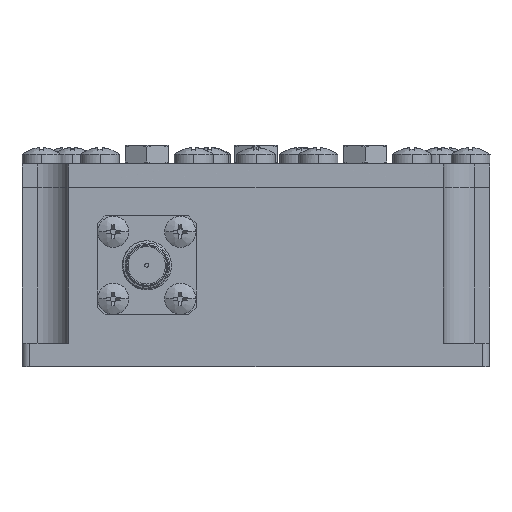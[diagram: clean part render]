
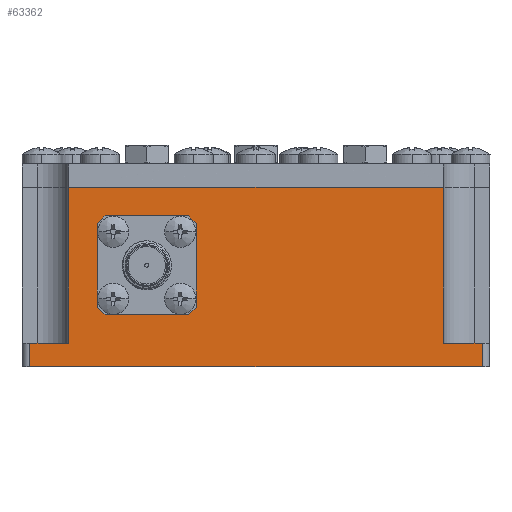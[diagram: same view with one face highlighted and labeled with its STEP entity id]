
A CAD part, left-side view. The second image highlights one B-rep face of the part: STEP entity #63362.
In plain terms, the highlighted planar face has unit normal (-1, 0, 0).
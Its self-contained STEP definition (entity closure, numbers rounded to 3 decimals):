
#329 = EDGE_CURVE ( 'NONE', #65074, #14454, #52760, .T. ) ;
#500 = LINE ( 'NONE', #58435, #71452 ) ;
#1177 = DIRECTION ( 'NONE',  ( 0., -1., 0. ) ) ;
#1450 = CARTESIAN_POINT ( 'NONE',  ( -60.91, 14.934, -6.65 ) ) ;
#1893 = EDGE_CURVE ( 'NONE', #67888, #24155, #13195, .T. ) ;
#2021 = CARTESIAN_POINT ( 'NONE',  ( -60.91, 26.634, -19.35 ) ) ;
#2797 = VECTOR ( 'NONE', #36679, 1000. ) ;
#3075 = CARTESIAN_POINT ( 'NONE',  ( -60.91, -16.716, -23. ) ) ;
#4513 = LINE ( 'NONE', #27476, #43810 ) ;
#4564 = CARTESIAN_POINT ( 'NONE',  ( -60.91, 15.934, -6.65 ) ) ;
#4612 = EDGE_CURVE ( 'NONE', #65798, #39638, #29135, .T. ) ;
#4941 = LINE ( 'NONE', #12683, #52260 ) ;
#5496 = CARTESIAN_POINT ( 'NONE',  ( -60.91, 27.634, -18.35 ) ) ;
#5685 = VECTOR ( 'NONE', #64551, 1000. ) ;
#6114 = DIRECTION ( 'NONE',  ( 0., 0., 1. ) ) ;
#7176 = FACE_BOUND ( 'NONE', #43752, .T. ) ;
#7396 = EDGE_CURVE ( 'NONE', #65074, #49763, #44269, .T. ) ;
#7427 = DIRECTION ( 'NONE',  ( 0., -1., 0. ) ) ;
#8241 = EDGE_LOOP ( 'NONE', ( #59606, #20465, #19448, #34920, #41423, #19763, #69797, #57313 ) ) ;
#8459 = DIRECTION ( 'NONE',  ( 0., -1., 0. ) ) ;
#8953 = CARTESIAN_POINT ( 'NONE',  ( -60.91, 26.634, -19.35 ) ) ;
#9445 = EDGE_CURVE ( 'NONE', #48446, #64393, #23567, .T. ) ;
#10461 = CARTESIAN_POINT ( 'NONE',  ( -60.91, 31.284, -23. ) ) ;
#11417 = VERTEX_POINT ( 'NONE', #36430 ) ;
#12683 = CARTESIAN_POINT ( 'NONE',  ( -60.91, 14.934, -19.35 ) ) ;
#13044 = VERTEX_POINT ( 'NONE', #13693 ) ;
#13195 = LINE ( 'NONE', #52709, #55721 ) ;
#13242 = EDGE_CURVE ( 'NONE', #67781, #14454, #61100, .T. ) ;
#13693 = CARTESIAN_POINT ( 'NONE',  ( -60.91, -16.716, -3. ) ) ;
#13731 = CARTESIAN_POINT ( 'NONE',  ( -60.91, 36.284, -3. ) ) ;
#13892 = CARTESIAN_POINT ( 'NONE',  ( -60.91, -21.716, -23. ) ) ;
#14067 = CARTESIAN_POINT ( 'NONE',  ( -60.91, 15.934, -6.65 ) ) ;
#14136 = CARTESIAN_POINT ( 'NONE',  ( -60.91, -21.716, -26. ) ) ;
#14403 = VECTOR ( 'NONE', #37747, 1000. ) ;
#14454 = VERTEX_POINT ( 'NONE', #36385 ) ;
#15346 = DIRECTION ( 'NONE',  ( 0., 0., -1. ) ) ;
#16043 = CARTESIAN_POINT ( 'NONE',  ( -60.91, 14.934, -18.35 ) ) ;
#17354 = VECTOR ( 'NONE', #17632, 1000. ) ;
#17632 = DIRECTION ( 'NONE',  ( 0., 0., -1. ) ) ;
#18271 = CARTESIAN_POINT ( 'NONE',  ( -60.91, -16.716, -23. ) ) ;
#18453 = FACE_OUTER_BOUND ( 'NONE', #8241, .T. ) ;
#19448 = ORIENTED_EDGE ( 'NONE', *, *, #30260, .F. ) ;
#19612 = EDGE_CURVE ( 'NONE', #67781, #64393, #40940, .T. ) ;
#19763 = ORIENTED_EDGE ( 'NONE', *, *, #4612, .T. ) ;
#20465 = ORIENTED_EDGE ( 'NONE', *, *, #41607, .T. ) ;
#22557 = CARTESIAN_POINT ( 'NONE',  ( -60.91, -21.716, -3. ) ) ;
#23192 = CARTESIAN_POINT ( 'NONE',  ( -60.91, 27.634, -7.65 ) ) ;
#23567 = LINE ( 'NONE', #23192, #47835 ) ;
#24155 = VERTEX_POINT ( 'NONE', #13892 ) ;
#24601 = ORIENTED_EDGE ( 'NONE', *, *, #9445, .T. ) ;
#24850 = CARTESIAN_POINT ( 'NONE',  ( -60.91, 36.284, -3. ) ) ;
#25783 = CARTESIAN_POINT ( 'NONE',  ( -60.91, 26.634, -6.65 ) ) ;
#26133 = CARTESIAN_POINT ( 'NONE',  ( -60.91, 36.284, -26. ) ) ;
#26534 = LINE ( 'NONE', #13731, #2797 ) ;
#27476 = CARTESIAN_POINT ( 'NONE',  ( -60.91, 31.284, -23. ) ) ;
#27693 = ORIENTED_EDGE ( 'NONE', *, *, #19612, .F. ) ;
#27771 = VECTOR ( 'NONE', #6114, 1000. ) ;
#28408 = CARTESIAN_POINT ( 'NONE',  ( -60.91, 36.284, -3. ) ) ;
#29135 = LINE ( 'NONE', #28408, #73996 ) ;
#29150 = ORIENTED_EDGE ( 'NONE', *, *, #13242, .T. ) ;
#29430 = CARTESIAN_POINT ( 'NONE',  ( -60.91, 14.934, -19.35 ) ) ;
#30124 = PLANE ( 'NONE',  #58919 ) ;
#30148 = VECTOR ( 'NONE', #64652, 1000. ) ;
#30260 = EDGE_CURVE ( 'NONE', #11417, #13044, #26534, .T. ) ;
#30650 = VERTEX_POINT ( 'NONE', #2021 ) ;
#30674 = VECTOR ( 'NONE', #54834, 1000. ) ;
#34920 = ORIENTED_EDGE ( 'NONE', *, *, #61606, .F. ) ;
#36385 = CARTESIAN_POINT ( 'NONE',  ( -60.91, 14.934, -7.65 ) ) ;
#36430 = CARTESIAN_POINT ( 'NONE',  ( -60.91, 31.284, -3. ) ) ;
#36679 = DIRECTION ( 'NONE',  ( 0., -1., 0. ) ) ;
#36977 = CARTESIAN_POINT ( 'NONE',  ( -60.91, 36.284, -23. ) ) ;
#37244 = DIRECTION ( 'NONE',  ( 0., 1., 0. ) ) ;
#37747 = DIRECTION ( 'NONE',  ( 0., 0., -1. ) ) ;
#37900 = LINE ( 'NONE', #8953, #30674 ) ;
#38993 = DIRECTION ( 'NONE',  ( 0., 0.707, -0.707 ) ) ;
#39427 = ORIENTED_EDGE ( 'NONE', *, *, #60227, .T. ) ;
#39638 = VERTEX_POINT ( 'NONE', #54892 ) ;
#40115 = DIRECTION ( 'NONE',  ( 0., -0.707, 0.707 ) ) ;
#40940 = LINE ( 'NONE', #1450, #30148 ) ;
#41423 = ORIENTED_EDGE ( 'NONE', *, *, #59661, .F. ) ;
#41607 = EDGE_CURVE ( 'NONE', #67888, #13044, #65292, .T. ) ;
#43728 = VERTEX_POINT ( 'NONE', #10461 ) ;
#43752 = EDGE_LOOP ( 'NONE', ( #45530, #58100, #68883, #39427, #59861, #24601, #27693, #29150 ) ) ;
#43810 = VECTOR ( 'NONE', #44760, 1000. ) ;
#44269 = LINE ( 'NONE', #16043, #60879 ) ;
#44760 = DIRECTION ( 'NONE',  ( 0., 0., 1. ) ) ;
#45530 = ORIENTED_EDGE ( 'NONE', *, *, #329, .F. ) ;
#47171 = VERTEX_POINT ( 'NONE', #5496 ) ;
#47507 = CARTESIAN_POINT ( 'NONE',  ( -60.91, 27.634, -7.65 ) ) ;
#47694 = VECTOR ( 'NONE', #66750, 1000. ) ;
#47835 = VECTOR ( 'NONE', #40115, 1000. ) ;
#48158 = EDGE_CURVE ( 'NONE', #24155, #74421, #52602, .T. ) ;
#48446 = VERTEX_POINT ( 'NONE', #47507 ) ;
#49763 = VERTEX_POINT ( 'NONE', #56470 ) ;
#52260 = VECTOR ( 'NONE', #7427, 1000. ) ;
#52415 = DIRECTION ( 'NONE',  ( 0., -1., 0. ) ) ;
#52602 = LINE ( 'NONE', #22557, #17354 ) ;
#52709 = CARTESIAN_POINT ( 'NONE',  ( -60.91, -16.716, -23. ) ) ;
#52760 = LINE ( 'NONE', #29430, #27771 ) ;
#54188 = EDGE_CURVE ( 'NONE', #48446, #47171, #61096, .T. ) ;
#54834 = DIRECTION ( 'NONE',  ( 0., 0.707, 0.707 ) ) ;
#54892 = CARTESIAN_POINT ( 'NONE',  ( -60.91, 36.284, -26. ) ) ;
#55225 = EDGE_CURVE ( 'NONE', #39638, #74421, #70557, .T. ) ;
#55721 = VECTOR ( 'NONE', #1177, 1000. ) ;
#56470 = CARTESIAN_POINT ( 'NONE',  ( -60.91, 15.934, -19.35 ) ) ;
#57313 = ORIENTED_EDGE ( 'NONE', *, *, #48158, .F. ) ;
#58100 = ORIENTED_EDGE ( 'NONE', *, *, #7396, .T. ) ;
#58435 = CARTESIAN_POINT ( 'NONE',  ( -60.91, 36.284, -23. ) ) ;
#58919 = AXIS2_PLACEMENT_3D ( 'NONE', #24850, #70771, #37244 ) ;
#59606 = ORIENTED_EDGE ( 'NONE', *, *, #1893, .F. ) ;
#59661 = EDGE_CURVE ( 'NONE', #65798, #43728, #500, .T. ) ;
#59861 = ORIENTED_EDGE ( 'NONE', *, *, #54188, .F. ) ;
#59988 = VECTOR ( 'NONE', #8459, 1000. ) ;
#60227 = EDGE_CURVE ( 'NONE', #30650, #47171, #37900, .T. ) ;
#60879 = VECTOR ( 'NONE', #38993, 1000. ) ;
#61096 = LINE ( 'NONE', #72016, #14403 ) ;
#61100 = LINE ( 'NONE', #14067, #47694 ) ;
#61606 = EDGE_CURVE ( 'NONE', #43728, #11417, #4513, .T. ) ;
#63362 = ADVANCED_FACE ( 'NONE', ( #18453, #7176 ), #30124, .F. ) ;
#64393 = VERTEX_POINT ( 'NONE', #25783 ) ;
#64551 = DIRECTION ( 'NONE',  ( 0., 0., 1. ) ) ;
#64652 = DIRECTION ( 'NONE',  ( 0., 1., 0. ) ) ;
#65074 = VERTEX_POINT ( 'NONE', #66151 ) ;
#65292 = LINE ( 'NONE', #18271, #5685 ) ;
#65798 = VERTEX_POINT ( 'NONE', #36977 ) ;
#66151 = CARTESIAN_POINT ( 'NONE',  ( -60.91, 14.934, -18.35 ) ) ;
#66750 = DIRECTION ( 'NONE',  ( 0., -0.707, -0.707 ) ) ;
#67781 = VERTEX_POINT ( 'NONE', #4564 ) ;
#67888 = VERTEX_POINT ( 'NONE', #3075 ) ;
#67998 = EDGE_CURVE ( 'NONE', #30650, #49763, #4941, .T. ) ;
#68883 = ORIENTED_EDGE ( 'NONE', *, *, #67998, .F. ) ;
#69797 = ORIENTED_EDGE ( 'NONE', *, *, #55225, .T. ) ;
#70557 = LINE ( 'NONE', #26133, #59988 ) ;
#70771 = DIRECTION ( 'NONE',  ( 1., 0., 0. ) ) ;
#71452 = VECTOR ( 'NONE', #52415, 1000. ) ;
#72016 = CARTESIAN_POINT ( 'NONE',  ( -60.91, 27.634, -19.35 ) ) ;
#73996 = VECTOR ( 'NONE', #15346, 1000. ) ;
#74421 = VERTEX_POINT ( 'NONE', #14136 ) ;
